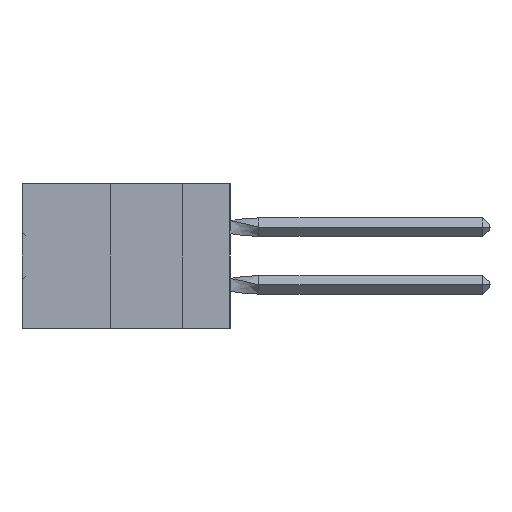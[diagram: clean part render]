
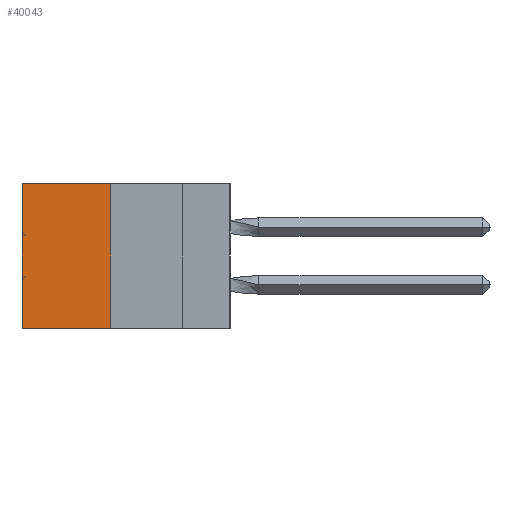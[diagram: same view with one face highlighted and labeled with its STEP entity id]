
A CAD part, left-side view. The second image highlights one B-rep face of the part: STEP entity #40043.
In plain terms, the highlighted planar face has unit normal (-1, 0, 0).
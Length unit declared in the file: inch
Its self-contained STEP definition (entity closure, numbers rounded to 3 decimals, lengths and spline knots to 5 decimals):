
#469 = FACE_OUTER_BOUND ( 'NONE', #38298, .T. ) ;
#4039 = CARTESIAN_POINT ( 'NONE',  ( 0.305, 0.413, 0. ) ) ;
#4686 = CARTESIAN_POINT ( 'NONE',  ( 0.305, 0.413, 0. ) ) ;
#5757 = DIRECTION ( 'NONE',  ( 0., 1., 0. ) ) ;
#6171 = CARTESIAN_POINT ( 'NONE',  ( 0.305, 0.413, -0.5 ) ) ;
#8790 = CARTESIAN_POINT ( 'NONE',  ( 0.305, 0.413, -0.5 ) ) ;
#13325 = ORIENTED_EDGE ( 'NONE', *, *, #26237, .T. ) ;
#13447 = PLANE ( 'NONE',  #33269 ) ;
#14692 = LINE ( 'NONE', #59249, #60015 ) ;
#15724 = VERTEX_POINT ( 'NONE', #32819 ) ;
#16537 = ORIENTED_EDGE ( 'NONE', *, *, #56901, .T. ) ;
#16771 = VECTOR ( 'NONE', #41372, 39.37008 ) ;
#18120 = DIRECTION ( 'NONE',  ( 1., 0., 0. ) ) ;
#19488 = ORIENTED_EDGE ( 'NONE', *, *, #31529, .F. ) ;
#25500 = CARTESIAN_POINT ( 'NONE',  ( 0.305, 0.72, 0. ) ) ;
#25557 = ORIENTED_EDGE ( 'NONE', *, *, #33169, .F. ) ;
#26237 = EDGE_CURVE ( 'NONE', #29086, #33460, #38707, .T. ) ;
#28173 = DIRECTION ( 'NONE',  ( 0., 0., -1. ) ) ;
#29086 = VERTEX_POINT ( 'NONE', #4686 ) ;
#31454 = LINE ( 'NONE', #6171, #34395 ) ;
#31529 = EDGE_CURVE ( 'NONE', #50120, #15724, #31454, .T. ) ;
#32063 = LINE ( 'NONE', #8790, #41524 ) ;
#32819 = CARTESIAN_POINT ( 'NONE',  ( 0.305, 0.72, -0.5 ) ) ;
#33169 = EDGE_CURVE ( 'NONE', #29086, #50120, #32063, .T. ) ;
#33269 = AXIS2_PLACEMENT_3D ( 'NONE', #46183, #18120, #60268 ) ;
#33460 = VERTEX_POINT ( 'NONE', #25500 ) ;
#34395 = VECTOR ( 'NONE', #5757, 39.37008 ) ;
#38298 = EDGE_LOOP ( 'NONE', ( #16537, #19488, #25557, #13325 ) ) ;
#38707 = LINE ( 'NONE', #4039, #16771 ) ;
#40043 = ADVANCED_FACE ( 'NONE', ( #469 ), #13447, .F. ) ;
#40477 = CARTESIAN_POINT ( 'NONE',  ( 0.305, 0.413, -0.5 ) ) ;
#40972 = DIRECTION ( 'NONE',  ( 0., 0., -1. ) ) ;
#41372 = DIRECTION ( 'NONE',  ( 0., 1., 0. ) ) ;
#41524 = VECTOR ( 'NONE', #28173, 39.37008 ) ;
#46183 = CARTESIAN_POINT ( 'NONE',  ( 0.305, 0.413, -0.5 ) ) ;
#50120 = VERTEX_POINT ( 'NONE', #40477 ) ;
#56901 = EDGE_CURVE ( 'NONE', #33460, #15724, #14692, .T. ) ;
#59249 = CARTESIAN_POINT ( 'NONE',  ( 0.305, 0.72, -0.5 ) ) ;
#60015 = VECTOR ( 'NONE', #40972, 39.37008 ) ;
#60268 = DIRECTION ( 'NONE',  ( 0., 0., -1. ) ) ;
